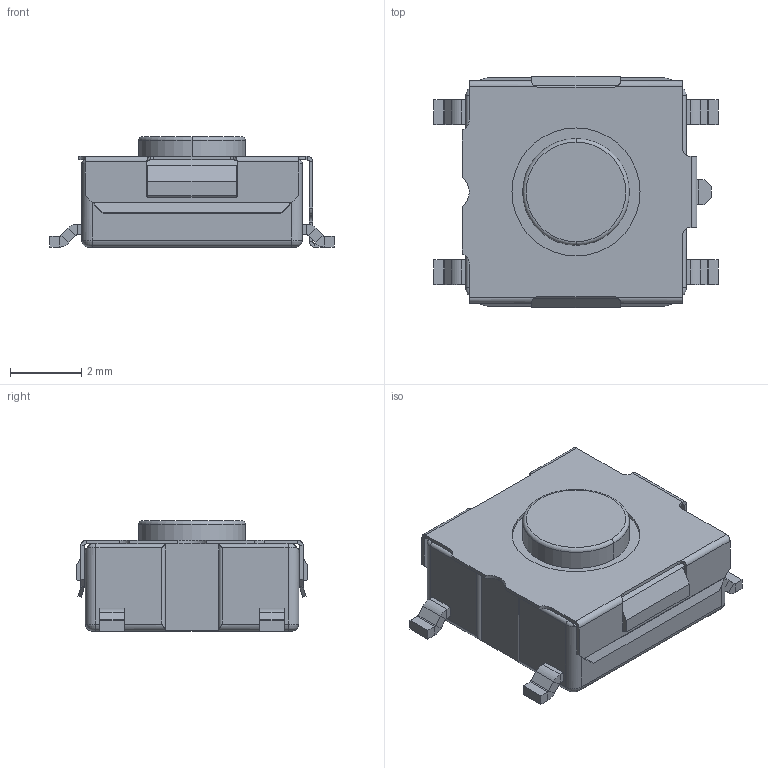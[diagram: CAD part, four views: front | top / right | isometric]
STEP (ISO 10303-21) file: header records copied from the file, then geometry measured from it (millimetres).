
FILE_DESCRIPTION (( 'STEP AP214' ), '1' );
FILE_NAME ('SKHMQL.STEP', '2009-07-23T02:28:41', ( '' ), ( '' ), 'SwSTEP 2.0', 'SolidWorks 2007', '' );
FILE_SCHEMA (( 'AUTOMOTIVE_DESIGN' ));
Length unit declared in the file: millimetre
Products named in the file (1): SKHMQL
Bounding box: 8 x 6.5 x 3.1 mm (x, y, z)
Volume: 100.5 mm3; surface area: 189.2 mm2
Topology: 1 solids, 1 shells, 249 faces, 588 edges, 339 vertices
Faces by surface type: plane 162, cylinder 69, torus 10, bspline 8
Entity records: 9328 total; most frequent: CARTESIAN_POINT 1459, ORIENTED_EDGE 1176, DIRECTION 1147, EDGE_CURVE 588, VECTOR 417, LINE 417, AXIS2_PLACEMENT_3D 365, VERTEX_POINT 339
